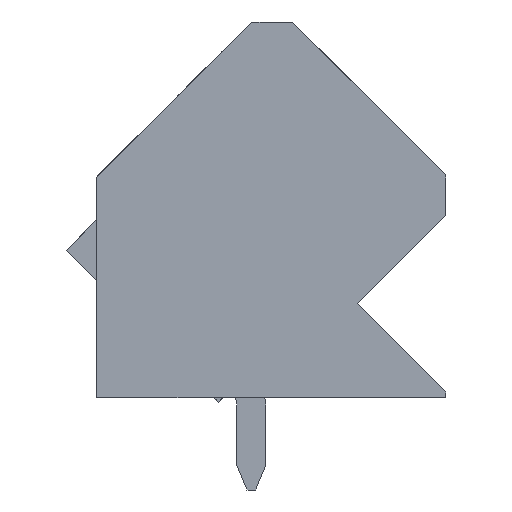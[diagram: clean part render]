
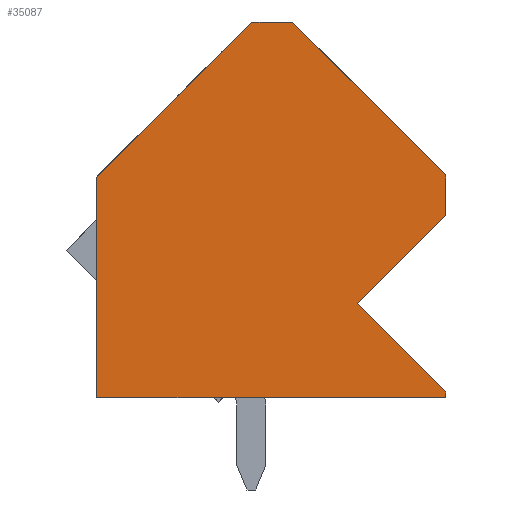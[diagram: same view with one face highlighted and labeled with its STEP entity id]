
A CAD part, left-side view. The second image highlights one B-rep face of the part: STEP entity #35087.
In plain terms, the highlighted planar face has unit normal (-1, 0, 0).
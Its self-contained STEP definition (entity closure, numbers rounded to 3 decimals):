
#35050=AXIS2_PLACEMENT_3D('Plane Axis2P3D',#35047,#35048,#35049) ;
#34896=CARTESIAN_POINT('Vertex',(0.,6.718,16.228)) ;
#34899=CARTESIAN_POINT('Line Origine',(0.,6.01,16.228)) ;
#34903=CARTESIAN_POINT('Vertex',(0.,5.303,16.228)) ;
#34939=CARTESIAN_POINT('Vertex',(0.,0.001,3.4)) ;
#34942=CARTESIAN_POINT('Line Origine',(0.,0.,3.3)) ;
#34946=CARTESIAN_POINT('Vertex',(0.,0.,3.2)) ;
#34972=CARTESIAN_POINT('Vertex',(0.,3.055,6.455)) ;
#34975=CARTESIAN_POINT('Line Origine',(0.,1.528,4.927)) ;
#34998=CARTESIAN_POINT('Vertex',(0.,0.,9.51)) ;
#35001=CARTESIAN_POINT('Line Origine',(0.,1.528,7.983)) ;
#35031=CARTESIAN_POINT('Vertex',(0.,0.,10.924)) ;
#35034=CARTESIAN_POINT('Line Origine',(0.,0.,10.217)) ;
#35047=CARTESIAN_POINT('Axis2P3D Location',(0.,0.,0.)) ;
#35052=CARTESIAN_POINT('Line Origine',(0.,9.405,13.54)) ;
#35056=CARTESIAN_POINT('Vertex',(0.,12.092,10.853)) ;
#35059=CARTESIAN_POINT('Line Origine',(0.,12.093,7.027)) ;
#35063=CARTESIAN_POINT('Vertex',(0.,12.093,3.2)) ;
#35066=CARTESIAN_POINT('Line Origine',(0.,6.046,3.2)) ;
#35071=CARTESIAN_POINT('Line Origine',(0.,2.652,13.576)) ;
#34900=DIRECTION('Vector Direction',(0.,-1.,0.)) ;
#34943=DIRECTION('Vector Direction',(0.,-0.004,-1.)) ;
#34976=DIRECTION('Vector Direction',(0.,-0.707,-0.707)) ;
#35002=DIRECTION('Vector Direction',(0.,0.707,-0.707)) ;
#35035=DIRECTION('Vector Direction',(0.,0.,-1.)) ;
#35048=DIRECTION('Axis2P3D Direction',(-1.,0.,0.)) ;
#35049=DIRECTION('Axis2P3D XDirection',(0.,0.,1.)) ;
#35053=DIRECTION('Vector Direction',(0.,-0.707,0.707)) ;
#35060=DIRECTION('Vector Direction',(0.,0.,1.)) ;
#35067=DIRECTION('Vector Direction',(0.,1.,0.)) ;
#35072=DIRECTION('Vector Direction',(0.,-0.707,-0.707)) ;
#34901=VECTOR('Line Direction',#34900,1.) ;
#34944=VECTOR('Line Direction',#34943,1.) ;
#34977=VECTOR('Line Direction',#34976,1.) ;
#35003=VECTOR('Line Direction',#35002,1.) ;
#35036=VECTOR('Line Direction',#35035,1.) ;
#35054=VECTOR('Line Direction',#35053,1.) ;
#35061=VECTOR('Line Direction',#35060,1.) ;
#35068=VECTOR('Line Direction',#35067,1.) ;
#35073=VECTOR('Line Direction',#35072,1.) ;
#35077=ORIENTED_EDGE('',*,*,#34905,.T.) ;
#35078=ORIENTED_EDGE('',*,*,#35058,.T.) ;
#35079=ORIENTED_EDGE('',*,*,#35065,.T.) ;
#35080=ORIENTED_EDGE('',*,*,#35070,.T.) ;
#35081=ORIENTED_EDGE('',*,*,#34948,.T.) ;
#35082=ORIENTED_EDGE('',*,*,#34979,.T.) ;
#35083=ORIENTED_EDGE('',*,*,#35005,.T.) ;
#35084=ORIENTED_EDGE('',*,*,#35038,.T.) ;
#35085=ORIENTED_EDGE('',*,*,#35075,.T.) ;
#35087=ADVANCED_FACE('HOUSING',(#35086),#35051,.T.) ;
#34905=EDGE_CURVE('',#34904,#34897,#34902,.F.) ;
#34948=EDGE_CURVE('',#34947,#34940,#34945,.F.) ;
#34979=EDGE_CURVE('',#34940,#34973,#34978,.F.) ;
#35005=EDGE_CURVE('',#34973,#34999,#35004,.F.) ;
#35038=EDGE_CURVE('',#34999,#35032,#35037,.F.) ;
#35058=EDGE_CURVE('',#34897,#35057,#35055,.F.) ;
#35065=EDGE_CURVE('',#35057,#35064,#35062,.F.) ;
#35070=EDGE_CURVE('',#35064,#34947,#35069,.F.) ;
#35075=EDGE_CURVE('',#35032,#34904,#35074,.F.) ;
#35076=EDGE_LOOP('',(#35077,#35078,#35079,#35080,#35081,#35082,#35083,#35084,#35085)) ;
#35086=FACE_OUTER_BOUND('',#35076,.T.) ;
#34902=LINE('Line',#34899,#34901) ;
#34945=LINE('Line',#34942,#34944) ;
#34978=LINE('Line',#34975,#34977) ;
#35004=LINE('Line',#35001,#35003) ;
#35037=LINE('Line',#35034,#35036) ;
#35055=LINE('Line',#35052,#35054) ;
#35062=LINE('Line',#35059,#35061) ;
#35069=LINE('Line',#35066,#35068) ;
#35074=LINE('Line',#35071,#35073) ;
#35051=PLANE('',#35050) ;
#34897=VERTEX_POINT('',#34896) ;
#34904=VERTEX_POINT('',#34903) ;
#34940=VERTEX_POINT('',#34939) ;
#34947=VERTEX_POINT('',#34946) ;
#34973=VERTEX_POINT('',#34972) ;
#34999=VERTEX_POINT('',#34998) ;
#35032=VERTEX_POINT('',#35031) ;
#35057=VERTEX_POINT('',#35056) ;
#35064=VERTEX_POINT('',#35063) ;
